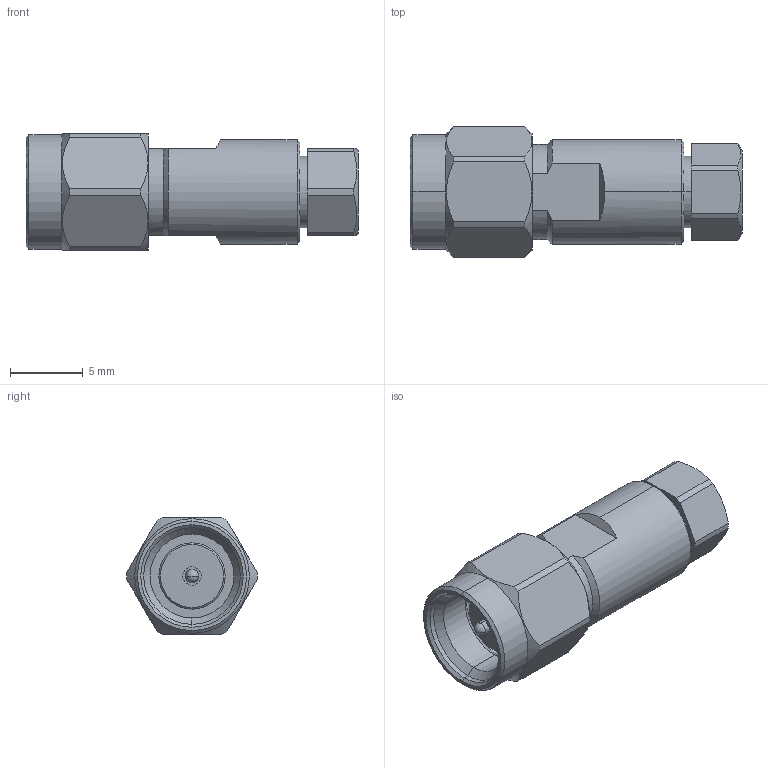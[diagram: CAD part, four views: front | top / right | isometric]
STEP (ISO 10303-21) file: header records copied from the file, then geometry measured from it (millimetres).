
FILE_DESCRIPTION (( 'STEP AP214' ), '1' );
FILE_NAME ('EZ-405-KM-SS(3190-6225).STEP', '2022-06-17T09:21:18', ( '001' ), ( '' ), 'SwSTEP 2.0', 'SolidWorks 2020', '' );
FILE_SCHEMA (( 'AUTOMOTIVE_DESIGN' ));
Length unit declared in the file: millimetre
Products named in the file (1): EZ-405-KM-SS(3190-6225)
Bounding box: 22.85 x 9 x 8 mm (x, y, z)
Volume: 833.2 mm3; surface area: 890.2 mm2
Topology: 1 solids, 1 shells, 101 faces, 238 edges, 149 vertices
Faces by surface type: cylinder 38, plane 31, cone 30, sphere 2
Entity records: 3062 total; most frequent: CARTESIAN_POINT 691, DIRECTION 514, ORIENTED_EDGE 472, EDGE_CURVE 236, AXIS2_PLACEMENT_3D 212, VERTEX_POINT 149, EDGE_LOOP 113, CIRCLE 110
